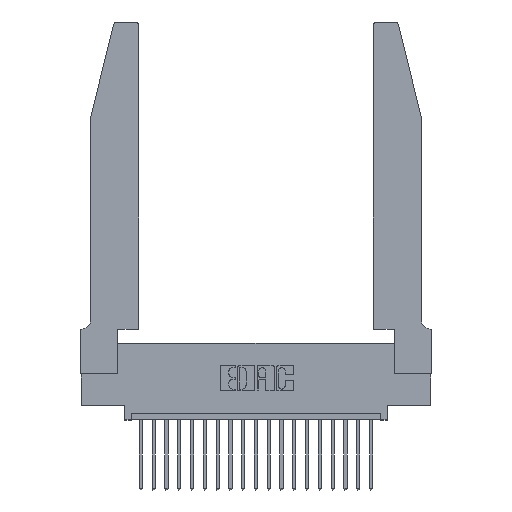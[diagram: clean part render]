
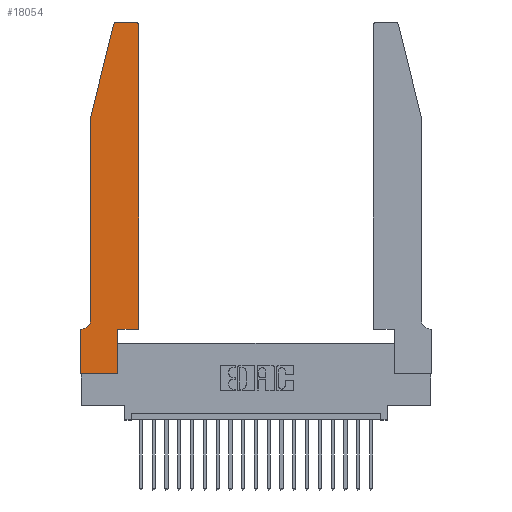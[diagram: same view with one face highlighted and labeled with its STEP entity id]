
A CAD part, top view. The second image highlights one B-rep face of the part: STEP entity #18054.
In plain terms, the highlighted planar face has unit normal (0, 0, 1).
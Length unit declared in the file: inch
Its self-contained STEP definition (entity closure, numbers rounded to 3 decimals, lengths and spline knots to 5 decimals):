
#208 = CARTESIAN_POINT ( 'NONE',  ( 0.4505, 2.72, 0.37 ) ) ;
#317 = CARTESIAN_POINT ( 'NONE',  ( 0.2865, 0.35, 0.37 ) ) ;
#347 = DIRECTION ( 'NONE',  ( -0.239, -0.971, 0. ) ) ;
#787 = LINE ( 'NONE', #1336, #18259 ) ;
#920 = CARTESIAN_POINT ( 'NONE',  ( 0.0055, 0.42, 0.37 ) ) ;
#1180 = ORIENTED_EDGE ( 'NONE', *, *, #10678, .T. ) ;
#1336 = CARTESIAN_POINT ( 'NONE',  ( 0.2605, 2.75, 0.37 ) ) ;
#1381 = VERTEX_POINT ( 'NONE', #13605 ) ;
#1611 = DIRECTION ( 'NONE',  ( 0., 0., 1. ) ) ;
#1689 = CARTESIAN_POINT ( 'NONE',  ( 0.4505, 0.35, 0.37 ) ) ;
#1697 = EDGE_CURVE ( 'NONE', #2025, #18102, #5103, .T. ) ;
#1838 = LINE ( 'NONE', #12523, #19636 ) ;
#2025 = VERTEX_POINT ( 'NONE', #14444 ) ;
#2149 = ORIENTED_EDGE ( 'NONE', *, *, #2361, .T. ) ;
#2320 = DIRECTION ( 'NONE',  ( 0., -1., 0. ) ) ;
#2361 = EDGE_CURVE ( 'NONE', #3613, #4967, #3448, .T. ) ;
#2411 = DIRECTION ( 'NONE',  ( 1., 0., 0. ) ) ;
#2842 = CARTESIAN_POINT ( 'NONE',  ( 0.4505, 0.35, 0.37 ) ) ;
#2844 = LINE ( 'NONE', #5532, #9034 ) ;
#3120 = VERTEX_POINT ( 'NONE', #21331 ) ;
#3289 = ORIENTED_EDGE ( 'NONE', *, *, #9567, .T. ) ;
#3292 = LINE ( 'NONE', #13153, #3866 ) ;
#3448 = LINE ( 'NONE', #22266, #20438 ) ;
#3613 = VERTEX_POINT ( 'NONE', #4262 ) ;
#3866 = VECTOR ( 'NONE', #4841, 39.37008 ) ;
#3877 = VERTEX_POINT ( 'NONE', #21662 ) ;
#3894 = CIRCLE ( 'NONE', #13949, 0.03 ) ;
#4262 = CARTESIAN_POINT ( 'NONE',  ( 0., 0., 0.37 ) ) ;
#4779 = EDGE_CURVE ( 'NONE', #1381, #5407, #3894, .T. ) ;
#4841 = DIRECTION ( 'NONE',  ( -1., 0., 0. ) ) ;
#4967 = VERTEX_POINT ( 'NONE', #15433 ) ;
#5103 = CIRCLE ( 'NONE', #17123, 0.07 ) ;
#5193 = ORIENTED_EDGE ( 'NONE', *, *, #8567, .T. ) ;
#5299 = EDGE_CURVE ( 'NONE', #11242, #3613, #7745, .T. ) ;
#5407 = VERTEX_POINT ( 'NONE', #16652 ) ;
#5462 = EDGE_CURVE ( 'NONE', #18102, #11242, #3292, .T. ) ;
#5532 = CARTESIAN_POINT ( 'NONE',  ( 0.4505, 0.35, 0.37 ) ) ;
#6308 = VECTOR ( 'NONE', #20687, 39.37008 ) ;
#6723 = ORIENTED_EDGE ( 'NONE', *, *, #18750, .T. ) ;
#7619 = DIRECTION ( 'NONE',  ( 0., 0., 1. ) ) ;
#7745 = LINE ( 'NONE', #16427, #16345 ) ;
#7857 = CARTESIAN_POINT ( 'NONE',  ( 0., 0.35, 0.37 ) ) ;
#8015 = VECTOR ( 'NONE', #19413, 39.37008 ) ;
#8417 = CARTESIAN_POINT ( 'NONE',  ( 0., 0.35, 0.37 ) ) ;
#8519 = EDGE_CURVE ( 'NONE', #3877, #2025, #16883, .T. ) ;
#8567 = EDGE_CURVE ( 'NONE', #22024, #1381, #787, .T. ) ;
#9034 = VECTOR ( 'NONE', #17664, 39.37008 ) ;
#9567 = EDGE_CURVE ( 'NONE', #14023, #10742, #2844, .T. ) ;
#10281 = DIRECTION ( 'NONE',  ( 1., 0., 0. ) ) ;
#10292 = CARTESIAN_POINT ( 'NONE',  ( 0.4205, 2.72, 0.37 ) ) ;
#10366 = DIRECTION ( 'NONE',  ( 1., 0., 0. ) ) ;
#10678 = EDGE_CURVE ( 'NONE', #10742, #22024, #18973, .T. ) ;
#10685 = EDGE_CURVE ( 'NONE', #3120, #14023, #18204, .T. ) ;
#10742 = VERTEX_POINT ( 'NONE', #208 ) ;
#11242 = VERTEX_POINT ( 'NONE', #8417 ) ;
#11330 = EDGE_LOOP ( 'NONE', ( #5193, #20467, #12047, #21456, #19154, #18684, #13412, #2149, #6723, #21901, #3289, #1180 ) ) ;
#11560 = AXIS2_PLACEMENT_3D ( 'NONE', #10292, #1611, #10366 ) ;
#12047 = ORIENTED_EDGE ( 'NONE', *, *, #12990, .T. ) ;
#12523 = CARTESIAN_POINT ( 'NONE',  ( 0.0755, 2., 0.37 ) ) ;
#12617 = FACE_OUTER_BOUND ( 'NONE', #11330, .T. ) ;
#12790 = DIRECTION ( 'NONE',  ( 0., -1., 0. ) ) ;
#12894 = DIRECTION ( 'NONE',  ( 0., 0., -1. ) ) ;
#12937 = PLANE ( 'NONE',  #17239 ) ;
#12990 = EDGE_CURVE ( 'NONE', #5407, #3877, #1838, .T. ) ;
#13153 = CARTESIAN_POINT ( 'NONE',  ( 0.0755, 0.35, 0.37 ) ) ;
#13412 = ORIENTED_EDGE ( 'NONE', *, *, #5299, .T. ) ;
#13605 = CARTESIAN_POINT ( 'NONE',  ( 0.284, 2.75, 0.37 ) ) ;
#13949 = AXIS2_PLACEMENT_3D ( 'NONE', #17717, #7619, #2411 ) ;
#14023 = VERTEX_POINT ( 'NONE', #2842 ) ;
#14176 = DIRECTION ( 'NONE',  ( -1., 0., 0. ) ) ;
#14444 = CARTESIAN_POINT ( 'NONE',  ( 0.0755, 0.42, 0.37 ) ) ;
#14693 = DIRECTION ( 'NONE',  ( 1., 0., 0. ) ) ;
#15433 = CARTESIAN_POINT ( 'NONE',  ( 0.2865, 0., 0.37 ) ) ;
#16345 = VECTOR ( 'NONE', #12790, 39.37008 ) ;
#16427 = CARTESIAN_POINT ( 'NONE',  ( 0., 0., 0.37 ) ) ;
#16652 = CARTESIAN_POINT ( 'NONE',  ( 0.25487, 2.72718, 0.37 ) ) ;
#16883 = LINE ( 'NONE', #19500, #18008 ) ;
#17123 = AXIS2_PLACEMENT_3D ( 'NONE', #920, #12894, #14176 ) ;
#17239 = AXIS2_PLACEMENT_3D ( 'NONE', #7857, #19923, #14693 ) ;
#17664 = DIRECTION ( 'NONE',  ( 0., 1., 0. ) ) ;
#17669 = DIRECTION ( 'NONE',  ( -1., 0., 0. ) ) ;
#17717 = CARTESIAN_POINT ( 'NONE',  ( 0.284, 2.72, 0.37 ) ) ;
#18008 = VECTOR ( 'NONE', #2320, 39.37008 ) ;
#18054 = ADVANCED_FACE ( 'NONE', ( #12617 ), #12937, .T. ) ;
#18102 = VERTEX_POINT ( 'NONE', #19776 ) ;
#18204 = LINE ( 'NONE', #1689, #6308 ) ;
#18259 = VECTOR ( 'NONE', #17669, 39.37008 ) ;
#18509 = CARTESIAN_POINT ( 'NONE',  ( 0.4205, 2.75, 0.37 ) ) ;
#18684 = ORIENTED_EDGE ( 'NONE', *, *, #5462, .T. ) ;
#18750 = EDGE_CURVE ( 'NONE', #4967, #3120, #18804, .T. ) ;
#18804 = LINE ( 'NONE', #317, #8015 ) ;
#18973 = CIRCLE ( 'NONE', #11560, 0.03 ) ;
#19154 = ORIENTED_EDGE ( 'NONE', *, *, #1697, .T. ) ;
#19413 = DIRECTION ( 'NONE',  ( 0., 1., 0. ) ) ;
#19500 = CARTESIAN_POINT ( 'NONE',  ( 0.0755, 2., 0.37 ) ) ;
#19636 = VECTOR ( 'NONE', #347, 39.37008 ) ;
#19776 = CARTESIAN_POINT ( 'NONE',  ( 0.0055, 0.35, 0.37 ) ) ;
#19923 = DIRECTION ( 'NONE',  ( 0., 0., 1. ) ) ;
#20438 = VECTOR ( 'NONE', #10281, 39.37008 ) ;
#20467 = ORIENTED_EDGE ( 'NONE', *, *, #4779, .T. ) ;
#20687 = DIRECTION ( 'NONE',  ( 1., 0., 0. ) ) ;
#21331 = CARTESIAN_POINT ( 'NONE',  ( 0.2865, 0.35, 0.37 ) ) ;
#21456 = ORIENTED_EDGE ( 'NONE', *, *, #8519, .T. ) ;
#21662 = CARTESIAN_POINT ( 'NONE',  ( 0.0755, 2., 0.37 ) ) ;
#21901 = ORIENTED_EDGE ( 'NONE', *, *, #10685, .T. ) ;
#22024 = VERTEX_POINT ( 'NONE', #18509 ) ;
#22266 = CARTESIAN_POINT ( 'NONE',  ( 0., 0., 0.37 ) ) ;
